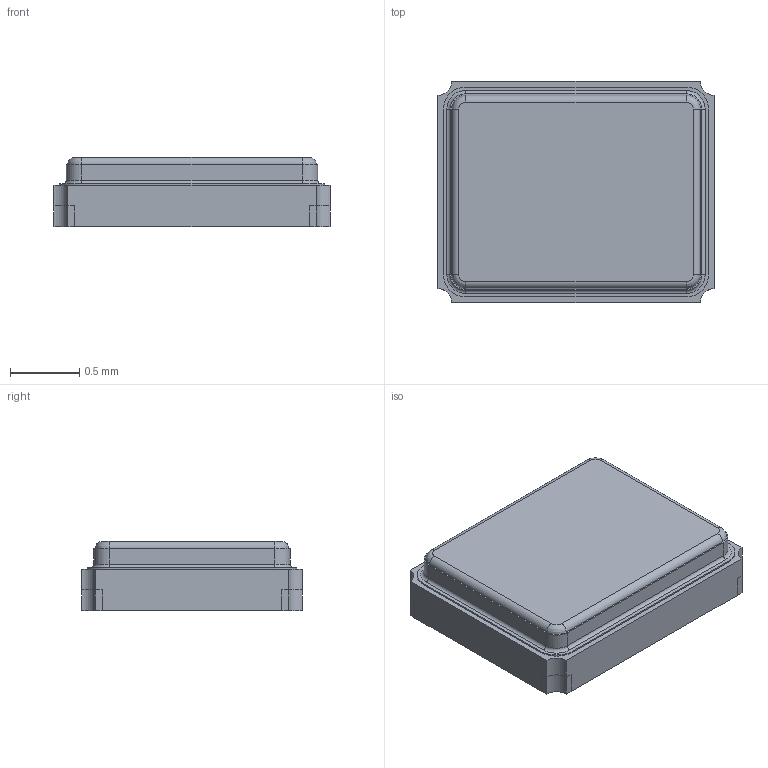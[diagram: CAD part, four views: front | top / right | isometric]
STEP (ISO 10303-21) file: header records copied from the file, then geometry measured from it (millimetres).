
FILE_DESCRIPTION(/* description */ (''),/* implementation_level */ '2;1');
FILE_NAME(/* name */ 'Crystal_SMD_2016-4Pin_2.0x1.6mm.step',/* time_stamp */ '2023-08-22T13:31:52+01:00',/* author */ (''),/* organization */ (''),/* preprocessor_version */ 'ST-DEVELOPER v20',/* originating_system */ 'Autodesk Translation Framework v12.9.0.99',/* authorisation */ '');
FILE_SCHEMA (('AUTOMOTIVE_DESIGN { 1 0 10303 214 3 1 1 }'));
Length unit declared in the file: millimetre
Products named in the file (1): (Unsaved)
Bounding box: 2 x 1.6 x 0.5 mm (x, y, z)
Volume: 1.5 mm3; surface area: 22.2 mm2
Topology: 7 solids, 7 shells, 137 faces, 350 edges, 228 vertices
Faces by surface type: plane 81, cylinder 48, bspline 4, torus 4
Entity records: 4208 total; most frequent: CARTESIAN_POINT 748, DIRECTION 722, ORIENTED_EDGE 700, EDGE_CURVE 350, LINE 246, VECTOR 246, AXIS2_PLACEMENT_3D 238, VERTEX_POINT 228
